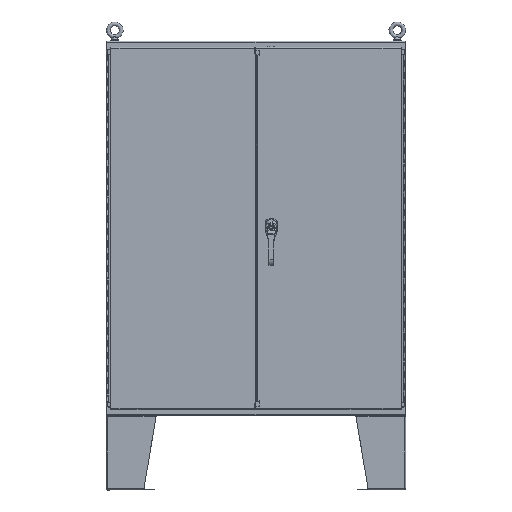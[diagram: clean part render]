
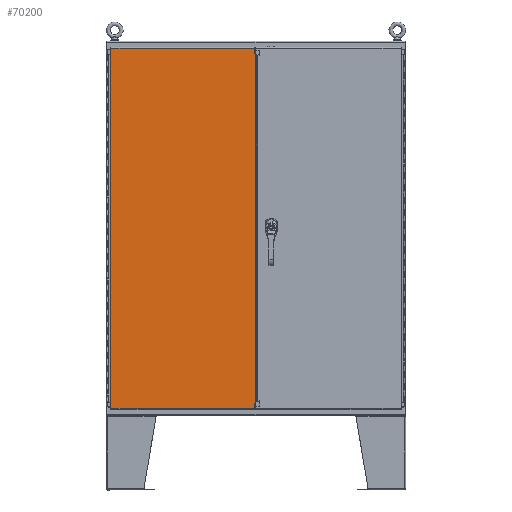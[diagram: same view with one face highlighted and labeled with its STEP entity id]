
A CAD part, top view. The second image highlights one B-rep face of the part: STEP entity #70200.
In plain terms, the highlighted planar face has unit normal (0, 0, 1).
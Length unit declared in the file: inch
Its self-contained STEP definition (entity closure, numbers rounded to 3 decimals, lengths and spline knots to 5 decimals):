
#732 = DIRECTION ( 'NONE',  ( 0., 1., 0. ) ) ;
#805 = DIRECTION ( 'NONE',  ( 0., -1., 0. ) ) ;
#1714 = VERTEX_POINT ( 'NONE', #19178 ) ;
#4017 = CARTESIAN_POINT ( 'NONE',  ( 12.14647, 29.9688, 17.16033 ) ) ;
#4097 = LINE ( 'NONE', #33191, #51114 ) ;
#4819 = EDGE_CURVE ( 'NONE', #35329, #43451, #43860, .T. ) ;
#5234 = VERTEX_POINT ( 'NONE', #74464 ) ;
#7092 = EDGE_LOOP ( 'NONE', ( #46441, #54082, #20130, #13653, #39191, #31720, #77275, #22999, #46715, #59011, #48363, #80449 ) ) ;
#7339 = LINE ( 'NONE', #13169, #45479 ) ;
#10488 = CARTESIAN_POINT ( 'NONE',  ( 23.74002, 1.84355, 17.16033 ) ) ;
#10806 = DIRECTION ( 'NONE',  ( 0., -1., 0. ) ) ;
#11075 = CARTESIAN_POINT ( 'NONE',  ( 23.74022, 29.9688, 17.16033 ) ) ;
#11128 = EDGE_CURVE ( 'NONE', #37012, #75020, #7339, .T. ) ;
#11207 = CARTESIAN_POINT ( 'NONE',  ( 23.74002, 1.84375, 17.16033 ) ) ;
#13169 = CARTESIAN_POINT ( 'NONE',  ( 23.74002, 58.09405, 17.16033 ) ) ;
#13653 = ORIENTED_EDGE ( 'NONE', *, *, #81006, .T. ) ;
#15475 = CARTESIAN_POINT ( 'NONE',  ( 23.74002, 1.84375, 17.16033 ) ) ;
#15800 = DIRECTION ( 'NONE',  ( -1., 0., 0. ) ) ;
#18965 = EDGE_CURVE ( 'NONE', #1714, #5234, #22835, .T. ) ;
#19174 = VECTOR ( 'NONE', #58517, 39.37008 ) ;
#19178 = CARTESIAN_POINT ( 'NONE',  ( 0.64642, 58.9376, 17.16033 ) ) ;
#19442 = AXIS2_PLACEMENT_3D ( 'NONE', #4017, #43169, #81339 ) ;
#20130 = ORIENTED_EDGE ( 'NONE', *, *, #27849, .F. ) ;
#20450 = VECTOR ( 'NONE', #732, 39.37008 ) ;
#22181 = DIRECTION ( 'NONE',  ( 1., 0., 0. ) ) ;
#22216 = VERTEX_POINT ( 'NONE', #11207 ) ;
#22835 = LINE ( 'NONE', #79175, #57834 ) ;
#22999 = ORIENTED_EDGE ( 'NONE', *, *, #18965, .F. ) ;
#23747 = CARTESIAN_POINT ( 'NONE',  ( 23.77147, 1., 17.16033 ) ) ;
#25709 = EDGE_CURVE ( 'NONE', #36085, #37012, #63123, .T. ) ;
#27277 = DIRECTION ( 'NONE',  ( -1., 0., 0. ) ) ;
#27510 = CARTESIAN_POINT ( 'NONE',  ( 23.74002, 58.09385, 17.16033 ) ) ;
#27849 = EDGE_CURVE ( 'NONE', #60430, #66524, #66807, .T. ) ;
#28434 = LINE ( 'NONE', #64663, #20450 ) ;
#29964 = VECTOR ( 'NONE', #10806, 39.37008 ) ;
#30310 = PLANE ( 'NONE',  #19442 ) ;
#31320 = VECTOR ( 'NONE', #22181, 39.37008 ) ;
#31390 = DIRECTION ( 'NONE',  ( 0., -1., 0. ) ) ;
#31720 = ORIENTED_EDGE ( 'NONE', *, *, #11128, .T. ) ;
#32582 = EDGE_CURVE ( 'NONE', #76273, #22216, #28434, .T. ) ;
#33191 = CARTESIAN_POINT ( 'NONE',  ( 23.77147, 58.09385, 17.16033 ) ) ;
#34020 = CARTESIAN_POINT ( 'NONE',  ( 23.77147, 1.84355, 17.16033 ) ) ;
#35196 = EDGE_CURVE ( 'NONE', #5234, #75020, #79335, .T. ) ;
#35329 = VERTEX_POINT ( 'NONE', #51472 ) ;
#36085 = VERTEX_POINT ( 'NONE', #46007 ) ;
#36152 = EDGE_CURVE ( 'NONE', #22216, #66524, #70311, .T. ) ;
#37012 = VERTEX_POINT ( 'NONE', #59637 ) ;
#37881 = CARTESIAN_POINT ( 'NONE',  ( 12.14647, 1., 17.16033 ) ) ;
#39123 = CARTESIAN_POINT ( 'NONE',  ( 23.77147, 29.9688, 17.16033 ) ) ;
#39191 = ORIENTED_EDGE ( 'NONE', *, *, #25709, .T. ) ;
#39544 = EDGE_CURVE ( 'NONE', #35329, #76273, #60546, .T. ) ;
#41980 = CARTESIAN_POINT ( 'NONE',  ( 23.77147, 58.09405, 17.16033 ) ) ;
#42315 = VECTOR ( 'NONE', #63485, 39.37008 ) ;
#42471 = LINE ( 'NONE', #67819, #68403 ) ;
#43169 = DIRECTION ( 'NONE',  ( 0., 0., -1. ) ) ;
#43451 = VERTEX_POINT ( 'NONE', #23747 ) ;
#43860 = LINE ( 'NONE', #39123, #74769 ) ;
#43981 = CARTESIAN_POINT ( 'NONE',  ( 23.77147, 29.9688, 17.16033 ) ) ;
#45479 = VECTOR ( 'NONE', #57589, 39.37008 ) ;
#46007 = CARTESIAN_POINT ( 'NONE',  ( 23.74002, 58.09385, 17.16033 ) ) ;
#46441 = ORIENTED_EDGE ( 'NONE', *, *, #32582, .T. ) ;
#46715 = ORIENTED_EDGE ( 'NONE', *, *, #62672, .F. ) ;
#48363 = ORIENTED_EDGE ( 'NONE', *, *, #4819, .F. ) ;
#49619 = CARTESIAN_POINT ( 'NONE',  ( 23.74022, 58.09385, 17.16033 ) ) ;
#51114 = VECTOR ( 'NONE', #27277, 39.37008 ) ;
#51396 = VERTEX_POINT ( 'NONE', #67107 ) ;
#51472 = CARTESIAN_POINT ( 'NONE',  ( 23.77147, 1.84355, 17.16033 ) ) ;
#52876 = EDGE_CURVE ( 'NONE', #43451, #51396, #59224, .T. ) ;
#54082 = ORIENTED_EDGE ( 'NONE', *, *, #36152, .T. ) ;
#57589 = DIRECTION ( 'NONE',  ( 1., 0., 0. ) ) ;
#57834 = VECTOR ( 'NONE', #78901, 39.37008 ) ;
#58517 = DIRECTION ( 'NONE',  ( 0., 1., 0. ) ) ;
#59011 = ORIENTED_EDGE ( 'NONE', *, *, #52876, .F. ) ;
#59224 = LINE ( 'NONE', #37881, #42315 ) ;
#59637 = CARTESIAN_POINT ( 'NONE',  ( 23.74002, 58.09405, 17.16033 ) ) ;
#60430 = VERTEX_POINT ( 'NONE', #49619 ) ;
#60546 = LINE ( 'NONE', #34020, #64551 ) ;
#62445 = VECTOR ( 'NONE', #31390, 39.37008 ) ;
#62672 = EDGE_CURVE ( 'NONE', #51396, #1714, #42471, .T. ) ;
#63123 = LINE ( 'NONE', #27510, #19174 ) ;
#63485 = DIRECTION ( 'NONE',  ( -1., 0., 0. ) ) ;
#64551 = VECTOR ( 'NONE', #15800, 39.37008 ) ;
#64663 = CARTESIAN_POINT ( 'NONE',  ( 23.74002, 1.84355, 17.16033 ) ) ;
#66524 = VERTEX_POINT ( 'NONE', #67395 ) ;
#66807 = LINE ( 'NONE', #11075, #29964 ) ;
#67107 = CARTESIAN_POINT ( 'NONE',  ( 0.64642, 1., 17.16033 ) ) ;
#67395 = CARTESIAN_POINT ( 'NONE',  ( 23.74022, 1.84375, 17.16033 ) ) ;
#67819 = CARTESIAN_POINT ( 'NONE',  ( 0.64642, 29.9688, 17.16033 ) ) ;
#68403 = VECTOR ( 'NONE', #80608, 39.37008 ) ;
#70200 = ADVANCED_FACE ( 'NONE', ( #75821 ), #30310, .F. ) ;
#70311 = LINE ( 'NONE', #15475, #31320 ) ;
#74464 = CARTESIAN_POINT ( 'NONE',  ( 23.77147, 58.9376, 17.16033 ) ) ;
#74769 = VECTOR ( 'NONE', #805, 39.37008 ) ;
#75020 = VERTEX_POINT ( 'NONE', #41980 ) ;
#75821 = FACE_OUTER_BOUND ( 'NONE', #7092, .T. ) ;
#76273 = VERTEX_POINT ( 'NONE', #10488 ) ;
#77275 = ORIENTED_EDGE ( 'NONE', *, *, #35196, .F. ) ;
#78901 = DIRECTION ( 'NONE',  ( 1., 0., 0. ) ) ;
#79175 = CARTESIAN_POINT ( 'NONE',  ( 12.14647, 58.9376, 17.16033 ) ) ;
#79335 = LINE ( 'NONE', #43981, #62445 ) ;
#80449 = ORIENTED_EDGE ( 'NONE', *, *, #39544, .T. ) ;
#80608 = DIRECTION ( 'NONE',  ( 0., 1., 0. ) ) ;
#81006 = EDGE_CURVE ( 'NONE', #60430, #36085, #4097, .T. ) ;
#81339 = DIRECTION ( 'NONE',  ( 1., 0., 0. ) ) ;
